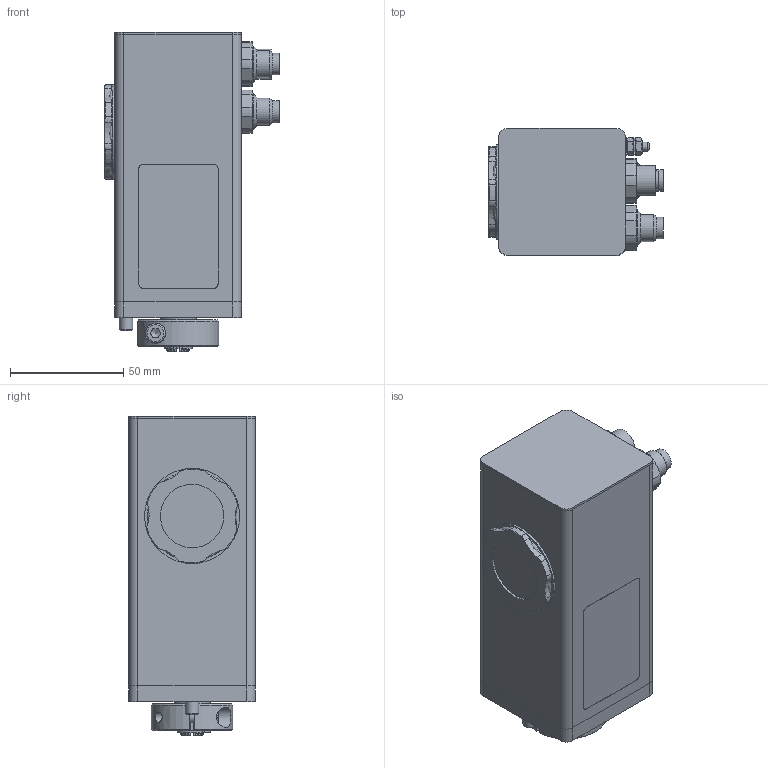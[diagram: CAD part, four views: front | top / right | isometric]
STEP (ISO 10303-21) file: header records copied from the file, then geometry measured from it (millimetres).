
FILE_DESCRIPTION(/* description */ ('Grundgestell PSW31x-8'),/* implementation_level */ '2;1');
FILE_NAME(/* name */ 'PSW31x-8.stp',/* time_stamp */ '2015-08-25T14:37:44+02:00',/* author */ ('nwolf'),/* organization */ (''),/* preprocessor_version */ 'ST-DEVELOPER v15.6',/* originating_system */ 'Autodesk Inventor 2015',/* authorisation */ '');
FILE_SCHEMA (('AUTOMOTIVE_DESIGN { 1 0 10303 214 3 1 1 }'));
Length unit declared in the file: millimetre
Products named in the file (33): 1020.006333M; 1110.002814M; DIN 912 - M5 x 0,8 x 12 x 10; 10x1; 1190.000694M; ENG-002749; 1290.003984M; 1110.002584M; DIN 913 - M3 x 12; 2600.001079M; 1010.003413M; 1190.000709M; 1290.003954M; 1010.003643M; 1020.006174M; 1290.003944M; 1510.000849M; ENG-000175; ENG-001150; ENG-001218; ENG-002844; ENG-000176; ENG-001140; ENG-002845; ENG-002846; DIN 934 - M4 x 0,7; DIN 6797 - A 4,3; 1200.008164M; 7005.001714MB; 7000.000654MB; ENG-003086; 1450.001239M; 7300.012013M
Assembly tree (41 placements, depth 3):
  7300.012013M
    1020.006333M
    1110.002814M  x2
    DIN 912 - M5 x 0,8 x 12 x 10
    10x1
    1190.000694M
    ENG-002749
    1290.003984M
    1110.002584M
    DIN 913 - M3 x 12  x3
    2600.001079M
    1010.003643M
      1010.003413M
      1190.000709M
      1290.003954M
    1020.006174M
    1290.003944M
    1510.000849M
    ENG-002844
      ENG-000175
      ENG-001150
      ENG-001218
    ENG-002845
      ENG-000176
      ENG-001140
      ENG-001218
    ENG-002846
      ENG-000175
      ENG-001140
      ENG-001218
    DIN 934 - M4 x 0,7  x2
    DIN 6797 - A 4,3  x2
    1200.008164M
    7005.001714MB
    7000.000654MB
    ENG-003086
    1450.001239M
Bounding box: 77.25 x 56.3 x 141 mm (x, y, z)
Volume: 87945 mm3; surface area: 97365.9 mm2
Topology: 37 solids, 37 shells, 1829 faces, 4610 edges, 3049 vertices
Faces by surface type: plane 1204, cylinder 388, bspline 138, cone 75, torus 24
Full cylindrical faces by diameter (mm): 0.8 x11, 1 x15, 1.2 x1, 1.3 x4, 1.5 x2, 1.8 x1, 2 x2, 2.459 x3, 2.5 x2, 2.621 x6, 3 x3, 3.1 x6, 3.242 x2, 4 x11, 4.1 x1, 4.3 x2, 4.459 x1, 4.5 x1, 4.87 x2, 5 x1, 5.5 x1, 5.8 x1, 5.9 x1, 5.96 x1, 6 x5, 8 x3, 8.2 x2, 8.3 x1, 8.5 x1, 9 x1
Entity records: 51223 total; most frequent: CARTESIAN_POINT 11511, ORIENTED_EDGE 8000, DIRECTION 7709, EDGE_CURVE 4000, LINE 2749, VECTOR 2749, VERTEX_POINT 2740, AXIS2_PLACEMENT_3D 2480
